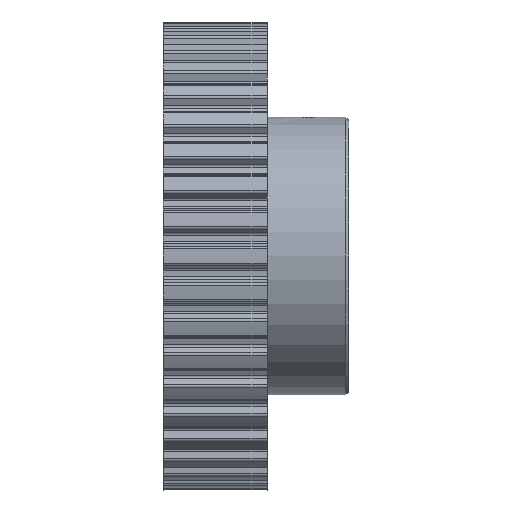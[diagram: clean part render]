
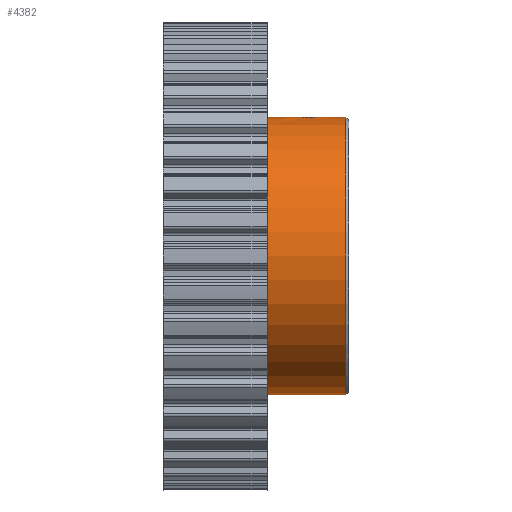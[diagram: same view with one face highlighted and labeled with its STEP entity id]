
A CAD part, front view. The second image highlights one B-rep face of the part: STEP entity #4382.
In plain terms, the highlighted cylindrical face has radius 19.05 mm (diameter 38.1 mm), a partial arc.
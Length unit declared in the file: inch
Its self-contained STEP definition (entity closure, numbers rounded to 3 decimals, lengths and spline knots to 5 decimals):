
#285 = EDGE_CURVE ( 'NONE', #3693, #7428, #2767, .T. ) ;
#502 = LINE ( 'NONE', #10985, #9609 ) ;
#571 = CARTESIAN_POINT ( 'NONE',  ( 0.77623, -0.0586, 0.74771 ) ) ;
#627 = CARTESIAN_POINT ( 'NONE',  ( 0.72255, -0.00378, 0.75 ) ) ;
#774 = CARTESIAN_POINT ( 'NONE',  ( 0.98435, 0., 0.75 ) ) ;
#1145 = EDGE_CURVE ( 'NONE', #14383, #10727, #13482, .T. ) ;
#1545 = DIRECTION ( 'NONE',  ( 0., 0., 1. ) ) ;
#1666 = CARTESIAN_POINT ( 'NONE',  ( 1., 0., 0.75 ) ) ;
#1707 = CARTESIAN_POINT ( 'NONE',  ( 0.76515, -0.05674, 0.74785 ) ) ;
#2037 = EDGE_LOOP ( 'NONE', ( #2267, #12139, #4170, #4609, #10321, #12961 ) ) ;
#2100 = DIRECTION ( 'NONE',  ( -1., 0., 0. ) ) ;
#2194 = AXIS2_PLACEMENT_3D ( 'NONE', #8934, #2100, #10090 ) ;
#2225 = VECTOR ( 'NONE', #2834, 39.37008 ) ;
#2267 = ORIENTED_EDGE ( 'NONE', *, *, #13384, .F. ) ;
#2623 = CIRCLE ( 'NONE', #9868, 0.75 ) ;
#2767 = B_SPLINE_CURVE_WITH_KNOTS ( 'NONE', 3,
 ( #10803, #9655, #2824, #11973, #5126, #13131, #6267, #14254, #7393, #571, #8549, #1707, #9705, #2879, #10853, #4022, #12027, #5183, #13184, #6322, #14306, #7451, #627, #8599 ),
 .UNSPECIFIED., .F., .F.,
 ( 4, 2, 2, 2, 2, 2, 2, 2, 2, 2, 2, 4 ),
 ( 0., 0.06248, 0.12496, 0.18744, 0.24992, 0.28116, 0.3124, 0.37487, 0.40611, 0.43735, 0.46859, 0.49983 ),
 .UNSPECIFIED. ) ;
#2821 = VERTEX_POINT ( 'NONE', #5899 ) ;
#2824 = CARTESIAN_POINT ( 'NONE',  ( 0.83595, -0.01534, 0.74988 ) ) ;
#2834 = DIRECTION ( 'NONE',  ( -1., 0., 0. ) ) ;
#2879 = CARTESIAN_POINT ( 'NONE',  ( 0.75111, -0.05122, 0.74825 ) ) ;
#2902 = DIRECTION ( 'NONE',  ( 1., 0., 0. ) ) ;
#2923 = VECTOR ( 'NONE', #5969, 39.37008 ) ;
#3002 = DIRECTION ( 'NONE',  ( -1., 0., 0. ) ) ;
#3093 = CARTESIAN_POINT ( 'NONE',  ( 0.83745, 0., 0.75 ) ) ;
#3294 = LINE ( 'NONE', #4823, #2923 ) ;
#3492 = VERTEX_POINT ( 'NONE', #10600 ) ;
#3693 = VERTEX_POINT ( 'NONE', #3093 ) ;
#3867 = CARTESIAN_POINT ( 'NONE',  ( 1., 0., 0. ) ) ;
#4022 = CARTESIAN_POINT ( 'NONE',  ( 0.73677, -0.03879, 0.749 ) ) ;
#4170 = ORIENTED_EDGE ( 'NONE', *, *, #6492, .T. ) ;
#4212 = CARTESIAN_POINT ( 'NONE',  ( 0.98435, 0., -0.75 ) ) ;
#4382 = ADVANCED_FACE ( 'NONE', ( #14415 ), #11367, .T. ) ;
#4609 = ORIENTED_EDGE ( 'NONE', *, *, #285, .T. ) ;
#4823 = CARTESIAN_POINT ( 'NONE',  ( 1., 0., 0.75 ) ) ;
#5126 = CARTESIAN_POINT ( 'NONE',  ( 0.82596, -0.03598, 0.74916 ) ) ;
#5183 = CARTESIAN_POINT ( 'NONE',  ( 0.73016, -0.0294, 0.74943 ) ) ;
#5193 = CARTESIAN_POINT ( 'NONE',  ( 0.72255, 0., 0.75 ) ) ;
#5899 = CARTESIAN_POINT ( 'NONE',  ( 0.56, 0., -0.75 ) ) ;
#5969 = DIRECTION ( 'NONE',  ( -1., 0., 0. ) ) ;
#6267 = CARTESIAN_POINT ( 'NONE',  ( 0.80898, -0.05118, 0.74826 ) ) ;
#6322 = CARTESIAN_POINT ( 'NONE',  ( 0.72552, -0.01897, 0.74977 ) ) ;
#6492 = EDGE_CURVE ( 'NONE', #10727, #3693, #3294, .T. ) ;
#7391 = EDGE_CURVE ( 'NONE', #7428, #3492, #14365, .T. ) ;
#7393 = CARTESIAN_POINT ( 'NONE',  ( 0.7876, -0.05859, 0.74771 ) ) ;
#7428 = VERTEX_POINT ( 'NONE', #5193 ) ;
#7451 = CARTESIAN_POINT ( 'NONE',  ( 0.72292, -0.00769, 0.74997 ) ) ;
#8549 = CARTESIAN_POINT ( 'NONE',  ( 0.77254, -0.05823, 0.74774 ) ) ;
#8599 = CARTESIAN_POINT ( 'NONE',  ( 0.72255, 0., 0.75 ) ) ;
#8934 = CARTESIAN_POINT ( 'NONE',  ( 0.98435, 0., 0. ) ) ;
#9609 = VECTOR ( 'NONE', #3002, 39.37008 ) ;
#9655 = CARTESIAN_POINT ( 'NONE',  ( 0.83745, -0.00767, 0.75 ) ) ;
#9705 = CARTESIAN_POINT ( 'NONE',  ( 0.76152, -0.05561, 0.74794 ) ) ;
#9731 = CARTESIAN_POINT ( 'NONE',  ( 0.56, 0., 0. ) ) ;
#9868 = AXIS2_PLACEMENT_3D ( 'NONE', #9731, #2902, #10883 ) ;
#10090 = DIRECTION ( 'NONE',  ( 0., 0., -1. ) ) ;
#10321 = ORIENTED_EDGE ( 'NONE', *, *, #7391, .T. ) ;
#10600 = CARTESIAN_POINT ( 'NONE',  ( 0.56, 0., 0.75 ) ) ;
#10690 = DIRECTION ( 'NONE',  ( -1., 0., 0. ) ) ;
#10727 = VERTEX_POINT ( 'NONE', #774 ) ;
#10803 = CARTESIAN_POINT ( 'NONE',  ( 0.83745, 0., 0.75 ) ) ;
#10853 = CARTESIAN_POINT ( 'NONE',  ( 0.74473, -0.04688, 0.74855 ) ) ;
#10883 = DIRECTION ( 'NONE',  ( 0., 0., -1. ) ) ;
#10985 = CARTESIAN_POINT ( 'NONE',  ( 1., 0., -0.75 ) ) ;
#11367 = CYLINDRICAL_SURFACE ( 'NONE', #14669, 0.75 ) ;
#11973 = CARTESIAN_POINT ( 'NONE',  ( 0.83021, -0.02949, 0.74945 ) ) ;
#12027 = CARTESIAN_POINT ( 'NONE',  ( 0.73436, -0.0358, 0.74915 ) ) ;
#12139 = ORIENTED_EDGE ( 'NONE', *, *, #1145, .T. ) ;
#12961 = ORIENTED_EDGE ( 'NONE', *, *, #14250, .T. ) ;
#13131 = CARTESIAN_POINT ( 'NONE',  ( 0.81531, -0.04686, 0.74855 ) ) ;
#13184 = CARTESIAN_POINT ( 'NONE',  ( 0.7284, -0.02605, 0.74956 ) ) ;
#13384 = EDGE_CURVE ( 'NONE', #14383, #2821, #502, .T. ) ;
#13482 = CIRCLE ( 'NONE', #2194, 0.75 ) ;
#14250 = EDGE_CURVE ( 'NONE', #3492, #2821, #2623, .T. ) ;
#14254 = CARTESIAN_POINT ( 'NONE',  ( 0.79501, -0.05708, 0.74783 ) ) ;
#14306 = CARTESIAN_POINT ( 'NONE',  ( 0.7244, -0.01525, 0.74985 ) ) ;
#14365 = LINE ( 'NONE', #1666, #2225 ) ;
#14383 = VERTEX_POINT ( 'NONE', #4212 ) ;
#14415 = FACE_OUTER_BOUND ( 'NONE', #2037, .T. ) ;
#14669 = AXIS2_PLACEMENT_3D ( 'NONE', #3867, #10690, #1545 ) ;
